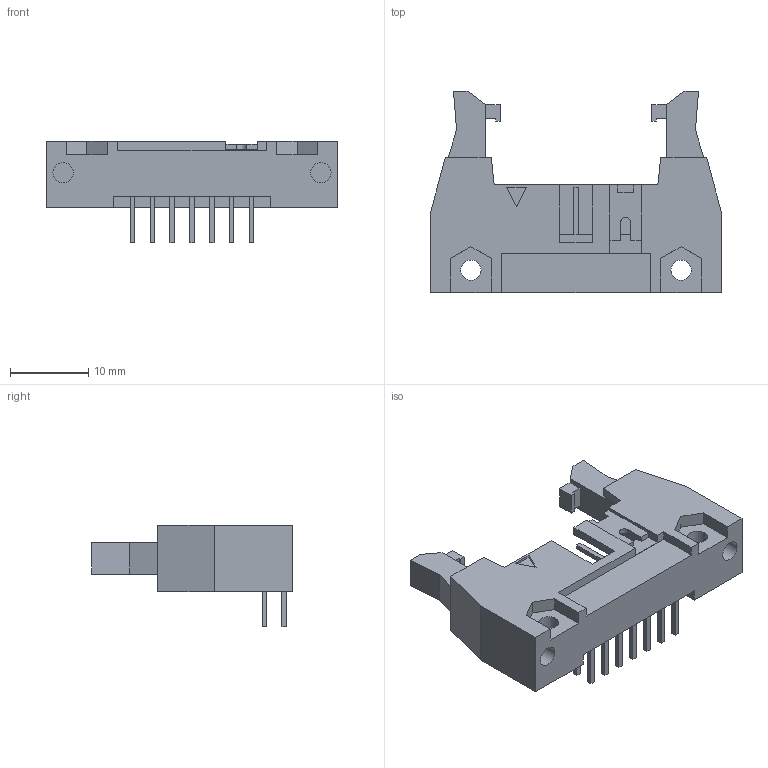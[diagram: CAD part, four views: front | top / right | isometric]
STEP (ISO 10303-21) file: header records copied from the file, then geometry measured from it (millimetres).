
FILE_DESCRIPTION(/* description */ (''),/* implementation_level */ '2;1');
FILE_NAME(/* name */ '100644620ugm000_a.stp',/* time_stamp */ '2016-01-07T15:09:44+01:00',/* author */ (''),/* organization */ (''),/* preprocessor_version */ 'ST-DEVELOPER v15',/* originating_system */ 'SIEMENS PLM Software NX 8.5',/* authorisation */ '');
FILE_SCHEMA (('AUTOMOTIVE_DESIGN { 1 0 10303 214 3 1 1 1 }'));
Length unit declared in the file: millimetre
Products named in the file (1): 100644620ugm000_a
Bounding box: 37.4 x 25.75 x 13 mm (x, y, z)
Volume: 3597.6 mm3; surface area: 3354.9 mm2
Topology: 1 solids, 1 shells, 236 faces, 603 edges, 400 vertices
Faces by surface type: plane 231, cylinder 5
Full cylindrical faces by diameter (mm): 2.6 x4
Entity records: 7686 total; most frequent: CARTESIAN_POINT 1236, ORIENTED_EDGE 1198, DIRECTION 1083, EDGE_CURVE 599, LINE 589, VECTOR 589, VERTEX_POINT 400, EDGE_LOOP 277
